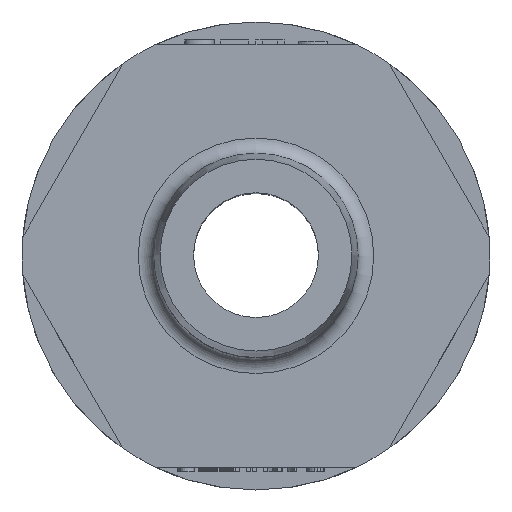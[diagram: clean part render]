
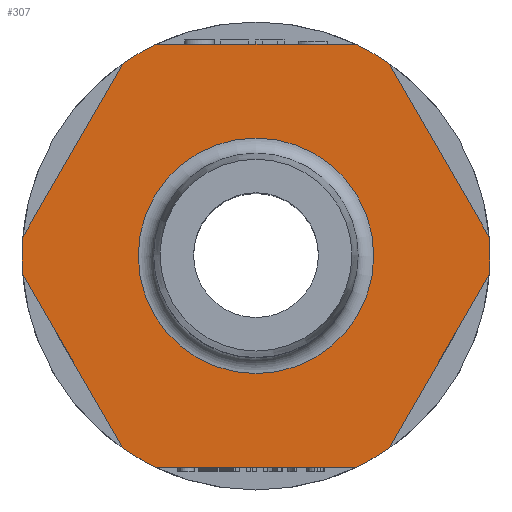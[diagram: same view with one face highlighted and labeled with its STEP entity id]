
A CAD part, top view. The second image highlights one B-rep face of the part: STEP entity #307.
In plain terms, the highlighted planar face has unit normal (0, 0, 1).
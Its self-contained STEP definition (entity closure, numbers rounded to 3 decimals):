
#264=CIRCLE('',#3134,15.);
#266=CIRCLE('',#3136,15.);
#268=CIRCLE('',#3138,15.);
#270=CIRCLE('',#3140,15.);
#272=CIRCLE('',#3142,15.);
#274=CIRCLE('',#3144,15.);
#278=CIRCLE('',#3150,7.55);
#307=ADVANCED_FACE('',(#967,#968),#481,.T.);
#481=PLANE('',#3151);
#593=LINE('',#4159,#749);
#598=LINE('',#4476,#754);
#605=LINE('',#4497,#761);
#609=LINE('',#4506,#765);
#614=LINE('',#4562,#770);
#615=LINE('',#4563,#771);
#749=VECTOR('',#3301,1.);
#754=VECTOR('',#3318,1.);
#761=VECTOR('',#3333,1.);
#765=VECTOR('',#3339,1.);
#770=VECTOR('',#3382,1.);
#771=VECTOR('',#3383,1.);
#967=FACE_BOUND('',#1029,.T.);
#968=FACE_BOUND('',#1030,.T.);
#1029=EDGE_LOOP('',(#1387));
#1030=EDGE_LOOP('',(#1388,#1389,#1390,#1391,#1392,#1393,#1394,#1395,#1396,
#1397,#1398,#1399));
#1387=ORIENTED_EDGE('',*,*,#2558,.T.);
#1388=ORIENTED_EDGE('',*,*,#2559,.F.);
#1389=ORIENTED_EDGE('',*,*,#2551,.F.);
#1390=ORIENTED_EDGE('',*,*,#2532,.T.);
#1391=ORIENTED_EDGE('',*,*,#2549,.F.);
#1392=ORIENTED_EDGE('',*,*,#2522,.T.);
#1393=ORIENTED_EDGE('',*,*,#2547,.F.);
#1394=ORIENTED_EDGE('',*,*,#2536,.F.);
#1395=ORIENTED_EDGE('',*,*,#2545,.F.);
#1396=ORIENTED_EDGE('',*,*,#2560,.F.);
#1397=ORIENTED_EDGE('',*,*,#2541,.F.);
#1398=ORIENTED_EDGE('',*,*,#2458,.T.);
#1399=ORIENTED_EDGE('',*,*,#2539,.F.);
#2156=VERTEX_POINT('',#4154);
#2158=VERTEX_POINT('',#4158);
#2222=VERTEX_POINT('',#4475);
#2223=VERTEX_POINT('',#4477);
#2229=VERTEX_POINT('',#4491);
#2232=VERTEX_POINT('',#4496);
#2234=VERTEX_POINT('',#4501);
#2236=VERTEX_POINT('',#4505);
#2239=VERTEX_POINT('',#4512);
#2240=VERTEX_POINT('',#4516);
#2243=VERTEX_POINT('',#4522);
#2244=VERTEX_POINT('',#4530);
#2250=VERTEX_POINT('',#4561);
#2458=EDGE_CURVE('',#2156,#2158,#593,.T.);
#2522=EDGE_CURVE('',#2223,#2222,#598,.T.);
#2532=EDGE_CURVE('',#2229,#2232,#605,.T.);
#2536=EDGE_CURVE('',#2236,#2234,#609,.T.);
#2539=EDGE_CURVE('',#2239,#2158,#264,.T.);
#2541=EDGE_CURVE('',#2156,#2240,#266,.T.);
#2545=EDGE_CURVE('',#2243,#2236,#268,.T.);
#2547=EDGE_CURVE('',#2234,#2222,#270,.T.);
#2549=EDGE_CURVE('',#2223,#2232,#272,.T.);
#2551=EDGE_CURVE('',#2229,#2244,#274,.T.);
#2558=EDGE_CURVE('',#2250,#2250,#278,.T.);
#2559=EDGE_CURVE('',#2244,#2239,#614,.T.);
#2560=EDGE_CURVE('',#2240,#2243,#615,.T.);
#3134=AXIS2_PLACEMENT_3D('',#4513,#3345,#3346);
#3136=AXIS2_PLACEMENT_3D('',#4515,#3349,#3350);
#3138=AXIS2_PLACEMENT_3D('',#4523,#3355,#3356);
#3140=AXIS2_PLACEMENT_3D('',#4525,#3359,#3360);
#3142=AXIS2_PLACEMENT_3D('',#4527,#3363,#3364);
#3144=AXIS2_PLACEMENT_3D('',#4529,#3367,#3368);
#3150=AXIS2_PLACEMENT_3D('',#4560,#3380,#3381);
#3151=AXIS2_PLACEMENT_3D('',#4564,#3384,#3385);
#3301=DIRECTION('',(1.,0.,0.));
#3318=DIRECTION('',(-1.,0.,0.));
#3333=DIRECTION('',(-0.5,0.866,0.));
#3339=DIRECTION('',(0.5,0.866,0.));
#3345=DIRECTION('',(0.,0.,-1.));
#3346=DIRECTION('',(1.,0.,0.));
#3349=DIRECTION('',(0.,0.,-1.));
#3350=DIRECTION('',(1.,0.,0.));
#3355=DIRECTION('',(0.,0.,-1.));
#3356=DIRECTION('',(1.,0.,0.));
#3359=DIRECTION('',(0.,0.,-1.));
#3360=DIRECTION('',(1.,0.,0.));
#3363=DIRECTION('',(0.,0.,-1.));
#3364=DIRECTION('',(1.,0.,0.));
#3367=DIRECTION('',(0.,0.,-1.));
#3368=DIRECTION('',(1.,0.,0.));
#3380=DIRECTION('',(0.,0.,-1.));
#3381=DIRECTION('',(1.,0.,0.));
#3382=DIRECTION('',(-0.5,-0.866,0.));
#3383=DIRECTION('',(-0.5,0.866,0.));
#3384=DIRECTION('',(0.,0.,1.));
#3385=DIRECTION('',(1.,0.,0.));
#4154=CARTESIAN_POINT('',(-265.434,49.95,-1.7));
#4158=CARTESIAN_POINT('',(-252.566,49.95,-1.7));
#4159=CARTESIAN_POINT('',(-246.,49.95,-1.7));
#4475=CARTESIAN_POINT('',(-265.434,77.05,-1.7));
#4476=CARTESIAN_POINT('',(-272.,77.05,-1.7));
#4477=CARTESIAN_POINT('',(-252.566,77.05,-1.7));
#4491=CARTESIAN_POINT('',(-244.048,64.703,-1.7));
#4496=CARTESIAN_POINT('',(-250.482,75.847,-1.7));
#4497=CARTESIAN_POINT('',(-253.765,81.533,-1.7));
#4501=CARTESIAN_POINT('',(-267.518,75.847,-1.7));
#4505=CARTESIAN_POINT('',(-273.952,64.703,-1.7));
#4506=CARTESIAN_POINT('',(-277.235,59.017,-1.7));
#4512=CARTESIAN_POINT('',(-250.482,51.153,-1.7));
#4513=CARTESIAN_POINT('',(-259.,63.5,-1.7));
#4515=CARTESIAN_POINT('',(-259.,63.5,-1.7));
#4516=CARTESIAN_POINT('',(-267.518,51.153,-1.7));
#4522=CARTESIAN_POINT('',(-273.952,62.297,-1.7));
#4523=CARTESIAN_POINT('',(-259.,63.5,-1.7));
#4525=CARTESIAN_POINT('',(-259.,63.5,-1.7));
#4527=CARTESIAN_POINT('',(-259.,63.5,-1.7));
#4529=CARTESIAN_POINT('',(-259.,63.5,-1.7));
#4530=CARTESIAN_POINT('',(-244.048,62.297,-1.7));
#4560=CARTESIAN_POINT('',(-259.,63.5,-1.7));
#4561=CARTESIAN_POINT('',(-251.45,63.5,-1.7));
#4562=CARTESIAN_POINT('',(-240.765,67.983,-1.7));
#4563=CARTESIAN_POINT('',(-264.235,45.467,-1.7));
#4564=CARTESIAN_POINT('',(-259.,63.5,-1.7));
